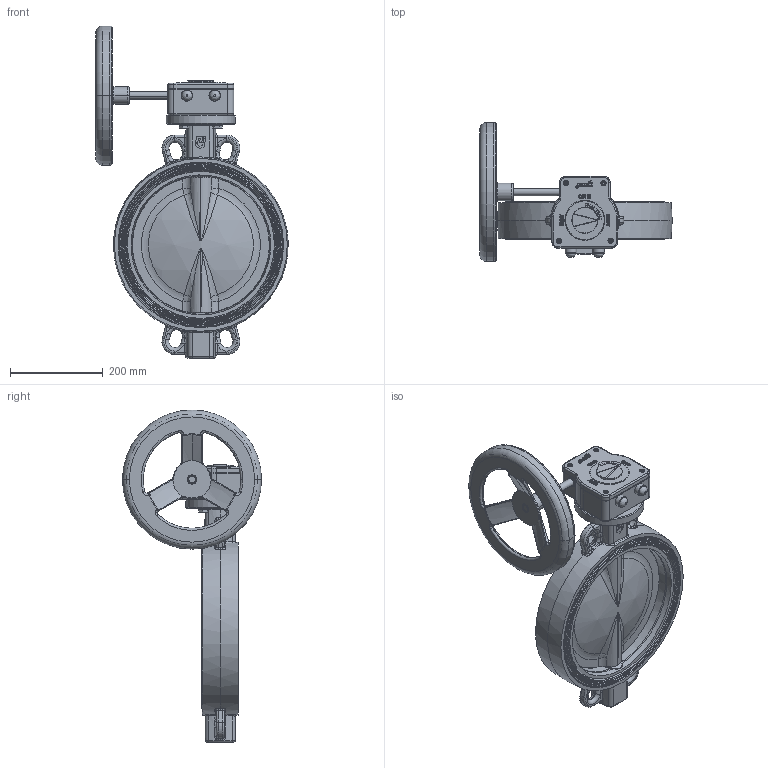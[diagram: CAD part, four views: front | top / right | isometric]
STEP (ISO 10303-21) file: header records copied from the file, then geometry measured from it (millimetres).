
FILE_DESCRIPTION(('HOOPS Exchange Step'),'2;1');
FILE_NAME('AK0810_DN300.stp','2025-08-26T15:26:43+02:00',('nieru'),('Unknown organisation'),'HOOPS Exchange 2024.2','HOOPS Exchange','Unknown authorisation');
FILE_SCHEMA( ('AP203_CONFIGURATION_CONTROLLED_3D_DESIGN_OF_MECHANICAL_PARTS_AND_ASSEMBLIES_MIM_LF') );
Length unit declared in the file: millimetre
Products named in the file (3): 0; root
Assembly tree (2 placements, depth 3):
  root
    0
      0
Bounding box: 414.79 x 300 x 716 mm (x, y, z)
Volume: 7546778.9 mm3; surface area: 1195438.5 mm2
Topology: 24 solids, 24 shells, 3184 faces, 7653 edges, 4548 vertices
Faces by surface type: cylinder 954, bspline 911, plane 757, torus 416, cone 118, extrusion 24, sphere 4
Full cylindrical faces by diameter (mm): 9.458 x4, 11 x4, 11.103 x4, 25 x2, 30 x1, 31.5 x1, 34 x1, 43 x1, 71 x2, 75 x1, 149 x1, 319 x2, 319.4 x2
Entity records: 275824 total; most frequent: CARTESIAN_POINT 207156, ORIENTED_EDGE 15226, DIRECTION 12996, EDGE_CURVE 7613, AXIS2_PLACEMENT_3D 5139, VERTEX_POINT 4548, EDGE_LOOP 3299, FACE_BOUND 3299
